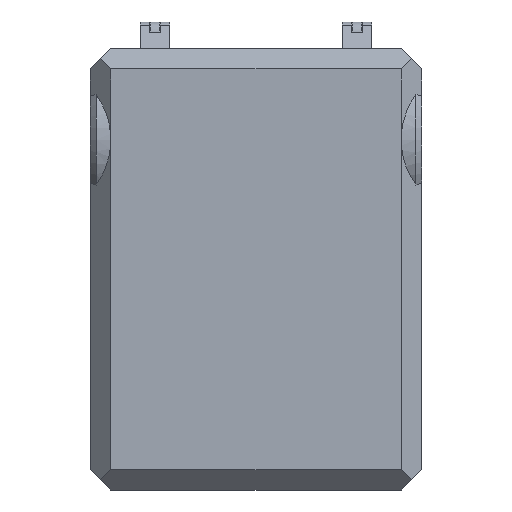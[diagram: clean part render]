
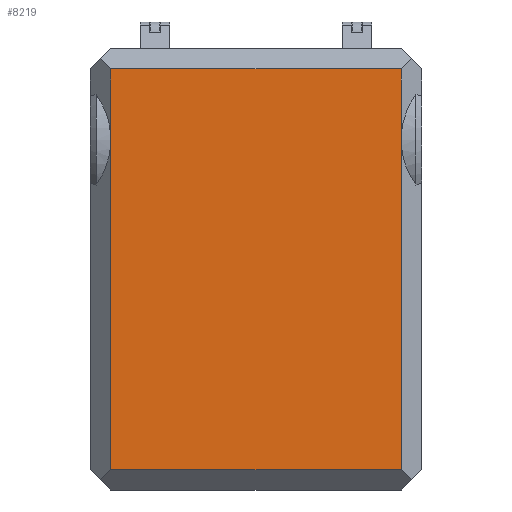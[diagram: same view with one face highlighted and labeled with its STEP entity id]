
A CAD part, front view. The second image highlights one B-rep face of the part: STEP entity #8219.
In plain terms, the highlighted planar face has unit normal (0, -1, 0).
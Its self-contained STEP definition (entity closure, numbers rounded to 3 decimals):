
#1=DIRECTION('',(0.,0.,-1.));
#2=VECTOR('',#1,38.5);
#3=CARTESIAN_POINT('',(-79.,0.,109.));
#4=LINE('',#3,#2);
#5=DIRECTION('',(-1.,0.,0.));
#6=VECTOR('',#5,158.);
#7=CARTESIAN_POINT('',(79.,0.,109.));
#8=LINE('',#7,#6);
#9=DIRECTION('',(0.,0.,1.));
#10=VECTOR('',#9,38.5);
#11=CARTESIAN_POINT('',(79.,0.,70.5));
#12=LINE('',#11,#10);
#13=DIRECTION('',(0.,0.,1.));
#14=VECTOR('',#13,179.5);
#15=CARTESIAN_POINT('',(79.,0.,-109.));
#16=LINE('',#15,#14);
#17=DIRECTION('',(1.,0.,0.));
#18=VECTOR('',#17,158.);
#19=CARTESIAN_POINT('',(-79.,0.,-109.));
#20=LINE('',#19,#18);
#21=DIRECTION('',(0.,0.,-1.));
#22=VECTOR('',#21,179.5);
#23=CARTESIAN_POINT('',(-79.,0.,70.5));
#24=LINE('',#23,#22);
#7338=CARTESIAN_POINT('',(79.,0.,109.));
#7339=CARTESIAN_POINT('',(-79.,0.,109.));
#7340=VERTEX_POINT('',#7338);
#7341=VERTEX_POINT('',#7339);
#7352=CARTESIAN_POINT('',(-79.,0.,-109.));
#7353=CARTESIAN_POINT('',(79.,0.,-109.));
#7354=VERTEX_POINT('',#7352);
#7355=VERTEX_POINT('',#7353);
#7370=CARTESIAN_POINT('',(79.,0.,70.5));
#7371=VERTEX_POINT('',#7370);
#7372=CARTESIAN_POINT('',(-79.,0.,70.5));
#7373=VERTEX_POINT('',#7372);
#8200=CARTESIAN_POINT('',(0.,0.,0.));
#8201=DIRECTION('',(0.,1.,0.));
#8202=DIRECTION('',(1.,0.,0.));
#8203=AXIS2_PLACEMENT_3D('',#8200,#8201,#8202);
#8204=PLANE('',#8203);
#8206=ORIENTED_EDGE('',*,*,#8205,.F.);
#8208=ORIENTED_EDGE('',*,*,#8207,.F.);
#8210=ORIENTED_EDGE('',*,*,#8209,.F.);
#8212=ORIENTED_EDGE('',*,*,#8211,.F.);
#8214=ORIENTED_EDGE('',*,*,#8213,.F.);
#8216=ORIENTED_EDGE('',*,*,#8215,.F.);
#8217=EDGE_LOOP('',(#8206,#8208,#8210,#8212,#8214,#8216));
#8218=FACE_OUTER_BOUND('',#8217,.F.);
#8219=ADVANCED_FACE('',(#8218),#8204,.F.);
#8205=EDGE_CURVE('',#7341,#7373,#4,.T.);
#8207=EDGE_CURVE('',#7340,#7341,#8,.T.);
#8209=EDGE_CURVE('',#7371,#7340,#12,.T.);
#8211=EDGE_CURVE('',#7355,#7371,#16,.T.);
#8213=EDGE_CURVE('',#7354,#7355,#20,.T.);
#8215=EDGE_CURVE('',#7373,#7354,#24,.T.);
